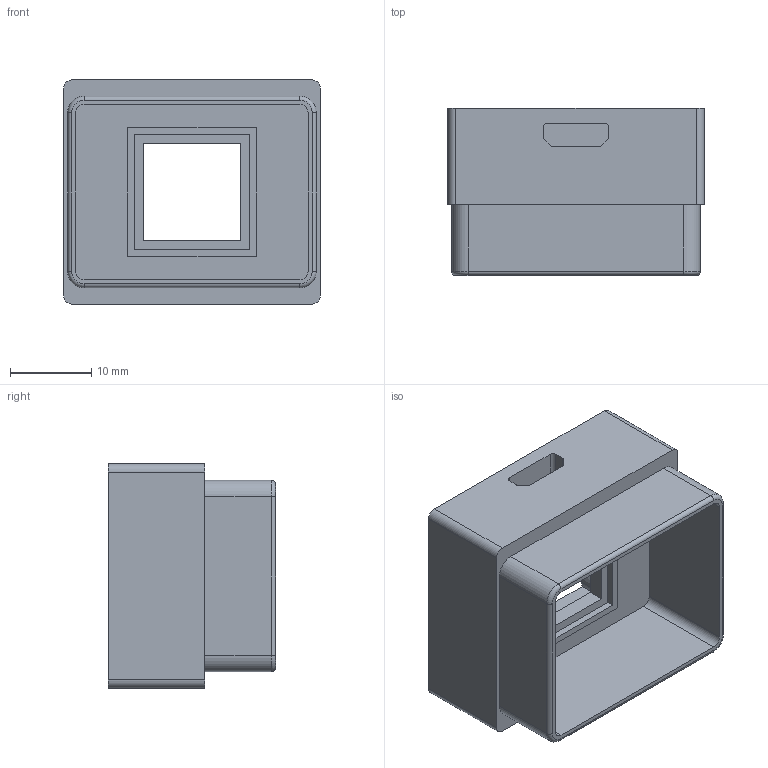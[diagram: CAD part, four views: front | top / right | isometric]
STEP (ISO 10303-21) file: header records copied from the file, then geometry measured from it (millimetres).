
FILE_DESCRIPTION (( 'STEP AP214' ), '1' );
FILE_NAME ('sensor_shell.STEP', '2024-01-29T19:24:59', ( '' ), ( '' ), 'SwSTEP 2.0', 'SolidWorks 2022', '' );
FILE_SCHEMA (( 'AUTOMOTIVE_DESIGN' ));
Length unit declared in the file: millimetre
Products named in the file (1): sensor_shell
Bounding box: 31.5 x 20.5 x 27.5 mm (x, y, z)
Volume: 4909.1 mm3; surface area: 5871.2 mm2
Topology: 1 solids, 1 shells, 99 faces, 248 edges, 160 vertices
Faces by surface type: plane 49, cylinder 40, torus 10
Entity records: 3058 total; most frequent: CARTESIAN_POINT 586, DIRECTION 522, ORIENTED_EDGE 496, EDGE_CURVE 248, AXIS2_PLACEMENT_3D 184, VERTEX_POINT 160, LINE 154, VECTOR 154
